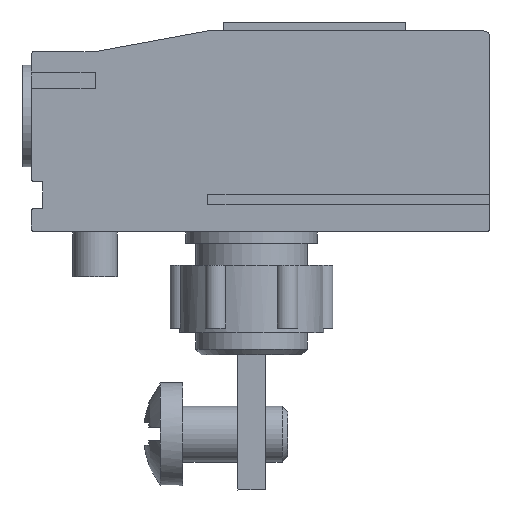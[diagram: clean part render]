
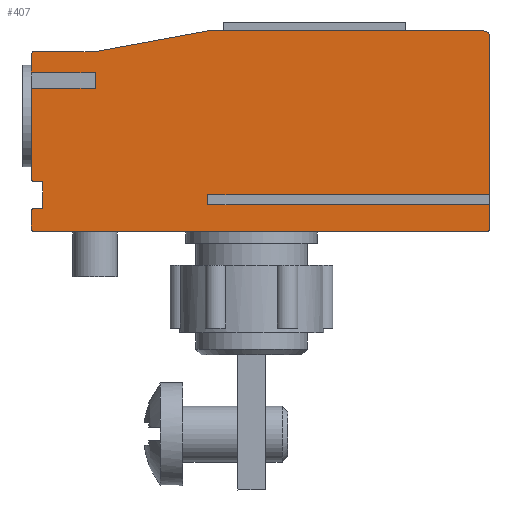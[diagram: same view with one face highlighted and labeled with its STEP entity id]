
A CAD part, left-side view. The second image highlights one B-rep face of the part: STEP entity #407.
In plain terms, the highlighted planar face has unit normal (-1, 0, 0).
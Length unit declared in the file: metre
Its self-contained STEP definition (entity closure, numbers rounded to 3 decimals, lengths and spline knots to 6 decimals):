
#407=ADVANCED_FACE('',(#917),#918,.T.);
#917=FACE_OUTER_BOUND('',#1537,.T.);
#918=PLANE('',#1538);
#1537=EDGE_LOOP('',(#2683,#2684,#2685,#2686,#2687,#2688,#2689,#2690,#2691,#2692,#2693,#2694,#2695,#2696,#2697,#2698,#2699,#2700,#2701,#2702,#2703,#2704,#2705,#2706));
#1538=AXIS2_PLACEMENT_3D('',#2707,#2708,#2709);
#2683=ORIENTED_EDGE('',*,*,#3968,.T.);
#2684=ORIENTED_EDGE('',*,*,#3969,.F.);
#2685=ORIENTED_EDGE('',*,*,#3827,.T.);
#2686=ORIENTED_EDGE('',*,*,#3970,.T.);
#2687=ORIENTED_EDGE('',*,*,#3971,.T.);
#2688=ORIENTED_EDGE('',*,*,#3856,.T.);
#2689=ORIENTED_EDGE('',*,*,#3972,.T.);
#2690=ORIENTED_EDGE('',*,*,#3973,.T.);
#2691=ORIENTED_EDGE('',*,*,#3974,.T.);
#2692=ORIENTED_EDGE('',*,*,#3975,.T.);
#2693=ORIENTED_EDGE('',*,*,#3976,.T.);
#2694=ORIENTED_EDGE('',*,*,#3977,.T.);
#2695=ORIENTED_EDGE('',*,*,#3978,.T.);
#2696=ORIENTED_EDGE('',*,*,#3979,.F.);
#2697=ORIENTED_EDGE('',*,*,#3980,.T.);
#2698=ORIENTED_EDGE('',*,*,#3851,.T.);
#2699=ORIENTED_EDGE('',*,*,#3981,.T.);
#2700=ORIENTED_EDGE('',*,*,#3886,.T.);
#2701=ORIENTED_EDGE('',*,*,#3982,.T.);
#2702=ORIENTED_EDGE('',*,*,#3983,.T.);
#2703=ORIENTED_EDGE('',*,*,#3984,.T.);
#2704=ORIENTED_EDGE('',*,*,#3985,.T.);
#2705=ORIENTED_EDGE('',*,*,#3986,.T.);
#2706=ORIENTED_EDGE('',*,*,#3898,.T.);
#2707=CARTESIAN_POINT('',(-0.0008,-0.00725,-0.01855));
#2708=DIRECTION('',(-1.0,0.0,0.0));
#2709=DIRECTION('',(0.0,0.0,1.0));
#3827=EDGE_CURVE('',#4635,#4632,#4636,.T.);
#3851=EDGE_CURVE('',#4677,#4678,#4679,.T.);
#3856=EDGE_CURVE('',#4686,#4687,#4688,.T.);
#3886=EDGE_CURVE('',#4737,#4738,#4739,.T.);
#3898=EDGE_CURVE('',#4756,#4757,#4758,.T.);
#3968=EDGE_CURVE('',#4757,#4866,#4867,.T.);
#3969=EDGE_CURVE('',#4635,#4866,#4868,.T.);
#3970=EDGE_CURVE('',#4632,#4869,#4870,.T.);
#3971=EDGE_CURVE('',#4869,#4686,#4871,.T.);
#3972=EDGE_CURVE('',#4687,#4872,#4873,.T.);
#3973=EDGE_CURVE('',#4872,#4874,#4875,.T.);
#3974=EDGE_CURVE('',#4874,#4876,#4877,.T.);
#3975=EDGE_CURVE('',#4876,#4878,#4879,.T.);
#3976=EDGE_CURVE('',#4878,#4880,#4881,.T.);
#3977=EDGE_CURVE('',#4880,#4882,#4883,.T.);
#3978=EDGE_CURVE('',#4882,#4884,#4885,.T.);
#3979=EDGE_CURVE('',#4886,#4884,#4887,.T.);
#3980=EDGE_CURVE('',#4886,#4677,#4888,.T.);
#3981=EDGE_CURVE('',#4678,#4737,#4889,.T.);
#3982=EDGE_CURVE('',#4738,#4890,#4891,.T.);
#3983=EDGE_CURVE('',#4890,#4892,#4893,.T.);
#3984=EDGE_CURVE('',#4892,#4894,#4895,.T.);
#3985=EDGE_CURVE('',#4894,#4896,#4897,.T.);
#3986=EDGE_CURVE('',#4896,#4756,#4898,.T.);
#4632=VERTEX_POINT('',#5850);
#4635=VERTEX_POINT('',#5854);
#4636=LINE('',#5855,#5856);
#4677=VERTEX_POINT('',#5901);
#4678=VERTEX_POINT('',#5902);
#4679=CIRCLE('',#5903,0.00025);
#4686=VERTEX_POINT('',#5912);
#4687=VERTEX_POINT('',#5913);
#4688=CIRCLE('',#5914,0.0005);
#4737=VERTEX_POINT('',#5982);
#4738=VERTEX_POINT('',#5983);
#4739=LINE('',#5984,#5985);
#4756=VERTEX_POINT('',#6010);
#4757=VERTEX_POINT('',#6011);
#4758=CIRCLE('',#6012,0.00025);
#4866=VERTEX_POINT('',#6160);
#4867=LINE('',#6161,#6162);
#4868=LINE('',#6163,#6164);
#4869=VERTEX_POINT('',#6165);
#4870=LINE('',#6166,#6167);
#4871=LINE('',#6168,#6169);
#4872=VERTEX_POINT('',#6170);
#4873=LINE('',#6171,#6172);
#4874=VERTEX_POINT('',#6173);
#4875=LINE('',#6174,#6175);
#4876=VERTEX_POINT('',#6176);
#4877=LINE('',#6177,#6178);
#4878=VERTEX_POINT('',#6179);
#4879=CIRCLE('',#6180,0.00025);
#4880=VERTEX_POINT('',#6181);
#4881=LINE('',#6182,#6183);
#4882=VERTEX_POINT('',#6184);
#4883=LINE('',#6185,#6186);
#4884=VERTEX_POINT('',#6187);
#4885=LINE('',#6188,#6189);
#4886=VERTEX_POINT('',#6190);
#4887=LINE('',#6191,#6192);
#4888=LINE('',#6193,#6194);
#4889=LINE('',#6195,#6196);
#4890=VERTEX_POINT('',#6197);
#4891=LINE('',#6198,#6199);
#4892=VERTEX_POINT('',#6200);
#4893=CIRCLE('',#6201,0.00025);
#4894=VERTEX_POINT('',#6202);
#4895=LINE('',#6203,#6204);
#4896=VERTEX_POINT('',#6205);
#4897=CIRCLE('',#6206,0.00025);
#4898=LINE('',#6207,#6208);
#5850=CARTESIAN_POINT('',(-0.0008,0.0177,-0.015451));
#5854=CARTESIAN_POINT('',(-0.0008,0.0177,-0.016348));
#5855=CARTESIAN_POINT('',(-0.0008,0.0177,-0.015451));
#5856=VECTOR('',#6889,1.0);
#5901=CARTESIAN_POINT('',(-0.0008,0.0335,-0.01405));
#5902=CARTESIAN_POINT('',(-0.0008,0.03325,-0.0143));
#5903=AXIS2_PLACEMENT_3D('',#6939,#6940,#6941);
#5912=CARTESIAN_POINT('',(-0.0008,-0.0075,-0.0013));
#5913=CARTESIAN_POINT('',(-0.0008,-0.007,-0.0008));
#5914=AXIS2_PLACEMENT_3D('',#6947,#6948,#6949);
#5982=CARTESIAN_POINT('',(-0.0008,0.0325,-0.0143));
#5983=CARTESIAN_POINT('',(-0.0008,0.0325,-0.0167));
#5984=CARTESIAN_POINT('',(-0.0008,0.0325,-0.0167));
#5985=VECTOR('',#6981,1.0);
#6010=CARTESIAN_POINT('',(-0.0008,-0.00725,-0.0188));
#6011=CARTESIAN_POINT('',(-0.0008,-0.0075,-0.01855));
#6012=AXIS2_PLACEMENT_3D('',#6990,#6991,#6992);
#6160=CARTESIAN_POINT('',(-0.0008,-0.0075,-0.016348));
#6161=CARTESIAN_POINT('',(-0.0008,-0.0075,-0.0013));
#6162=VECTOR('',#7066,1.0);
#6163=CARTESIAN_POINT('',(-0.0008,0.0177,-0.016348));
#6164=VECTOR('',#7067,1.0);
#6165=CARTESIAN_POINT('',(-0.0008,-0.0075,-0.015451));
#6166=CARTESIAN_POINT('',(-0.0008,0.0177,-0.015451));
#6167=VECTOR('',#7068,1.0);
#6168=CARTESIAN_POINT('',(-0.0008,-0.0075,-0.0013));
#6169=VECTOR('',#7069,1.0);
#6170=CARTESIAN_POINT('',(-0.0008,0.017702,-0.0008));
#6171=CARTESIAN_POINT('',(-0.0008,0.017702,-0.0008));
#6172=VECTOR('',#7070,1.0);
#6173=CARTESIAN_POINT('',(-0.0008,0.0278,-0.002651));
#6174=CARTESIAN_POINT('',(-0.0008,0.0278,-0.002651));
#6175=VECTOR('',#7071,1.0);
#6176=CARTESIAN_POINT('',(-0.0008,0.03325,-0.002651));
#6177=CARTESIAN_POINT('',(-0.0008,0.03325,-0.002651));
#6178=VECTOR('',#7072,1.0);
#6179=CARTESIAN_POINT('',(-0.0008,0.0335,-0.002901));
#6180=AXIS2_PLACEMENT_3D('',#7073,#7074,#7075);
#6181=CARTESIAN_POINT('',(-0.0008,0.0335,-0.004851));
#6182=CARTESIAN_POINT('',(-0.0008,0.0335,-0.01405));
#6183=VECTOR('',#7076,1.0);
#6184=CARTESIAN_POINT('',(-0.0008,0.0278,-0.004851));
#6185=CARTESIAN_POINT('',(-0.0008,0.0335,-0.004851));
#6186=VECTOR('',#7077,1.0);
#6187=CARTESIAN_POINT('',(-0.0008,0.0278,-0.005648));
#6188=CARTESIAN_POINT('',(-0.0008,0.0278,-0.005648));
#6189=VECTOR('',#7078,1.0);
#6190=CARTESIAN_POINT('',(-0.0008,0.0335,-0.005648));
#6191=CARTESIAN_POINT('',(-0.0008,0.0335,-0.005648));
#6192=VECTOR('',#7079,1.0);
#6193=CARTESIAN_POINT('',(-0.0008,0.0335,-0.01405));
#6194=VECTOR('',#7080,1.0);
#6195=CARTESIAN_POINT('',(-0.0008,0.0325,-0.0143));
#6196=VECTOR('',#7081,1.0);
#6197=CARTESIAN_POINT('',(-0.0008,0.03325,-0.0167));
#6198=CARTESIAN_POINT('',(-0.0008,0.03325,-0.0167));
#6199=VECTOR('',#7082,1.0);
#6200=CARTESIAN_POINT('',(-0.0008,0.0335,-0.01695));
#6201=AXIS2_PLACEMENT_3D('',#7083,#7084,#7085);
#6202=CARTESIAN_POINT('',(-0.0008,0.0335,-0.01855));
#6203=CARTESIAN_POINT('',(-0.0008,0.0335,-0.01855));
#6204=VECTOR('',#7086,1.0);
#6205=CARTESIAN_POINT('',(-0.0008,0.03325,-0.0188));
#6206=AXIS2_PLACEMENT_3D('',#7087,#7088,#7089);
#6207=CARTESIAN_POINT('',(-0.0008,0.0258,-0.0188));
#6208=VECTOR('',#7090,1.0);
#6889=DIRECTION('',(0.0,0.,1.0));
#6939=CARTESIAN_POINT('',(-0.0008,0.03325,-0.01405));
#6940=DIRECTION('',(-1.0,0.0,0.0));
#6941=DIRECTION('',(0.0,-0.707,0.707));
#6947=CARTESIAN_POINT('',(-0.0008,-0.007,-0.0013));
#6948=DIRECTION('',(-1.0,0.0,0.0));
#6949=DIRECTION('',(0.0,0.707,-0.707));
#6981=DIRECTION('',(0.0,0.,-1.0));
#6990=CARTESIAN_POINT('',(-0.0008,-0.00725,-0.01855));
#6991=DIRECTION('',(-1.0,0.0,0.0));
#6992=DIRECTION('',(0.0,0.707,0.707));
#7066=DIRECTION('',(0.0,0.,1.0));
#7067=DIRECTION('',(0.,-1.0,0.));
#7068=DIRECTION('',(0.,-1.0,0.));
#7069=DIRECTION('',(0.0,0.,1.0));
#7070=DIRECTION('',(0.0,1.,0.));
#7071=DIRECTION('',(0.0,0.984,-0.18));
#7072=DIRECTION('',(0.0,1.0,0.));
#7073=CARTESIAN_POINT('',(-0.0008,0.03325,-0.002901));
#7074=DIRECTION('',(-1.0,-0.0,0.0));
#7075=DIRECTION('',(0.0,-0.707,-0.707));
#7076=DIRECTION('',(0.0,0.,-1.0));
#7077=DIRECTION('',(0.,-1.0,0.));
#7078=DIRECTION('',(0.,0.,-1.0));
#7079=DIRECTION('',(0.,-1.0,0.));
#7080=DIRECTION('',(0.0,0.,-1.0));
#7081=DIRECTION('',(0.0,-1.0,0.));
#7082=DIRECTION('',(0.0,1.0,0.));
#7083=CARTESIAN_POINT('',(-0.0008,0.03325,-0.01695));
#7084=DIRECTION('',(-1.0,-0.0,0.0));
#7085=DIRECTION('',(0.0,-0.707,-0.707));
#7086=DIRECTION('',(0.0,0.,-1.0));
#7087=CARTESIAN_POINT('',(-0.0008,0.03325,-0.01855));
#7088=DIRECTION('',(-1.0,0.0,0.0));
#7089=DIRECTION('',(0.0,-0.707,0.707));
#7090=DIRECTION('',(0.0,-1.0,0.));
